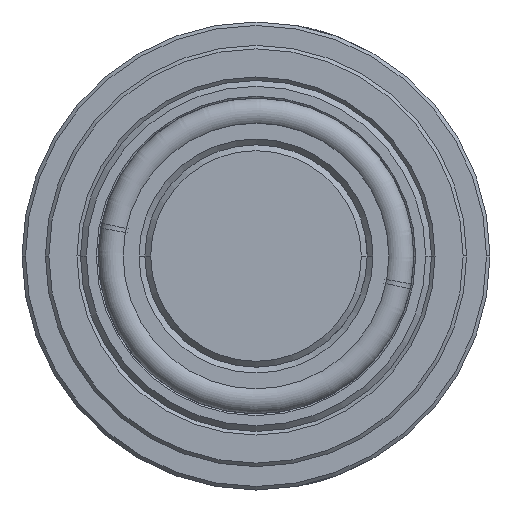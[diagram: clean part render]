
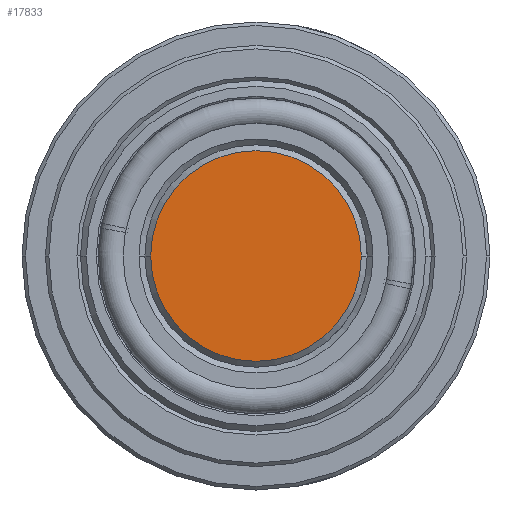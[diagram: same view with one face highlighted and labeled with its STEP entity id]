
A CAD part, front view. The second image highlights one B-rep face of the part: STEP entity #17833.
In plain terms, the highlighted planar face has unit normal (0, -1, 0).
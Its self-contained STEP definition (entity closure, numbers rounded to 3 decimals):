
#335 = CARTESIAN_POINT ( 'NONE',  ( -5.6, -53., 0. ) ) ;
#1987 = DIRECTION ( 'NONE',  ( 0., 1., 0. ) ) ;
#3141 = DIRECTION ( 'NONE',  ( 0., -1., 0. ) ) ;
#3345 = DIRECTION ( 'NONE',  ( -1., 0., 0. ) ) ;
#3915 = CIRCLE ( 'NONE', #17110, 9. ) ;
#4567 = CARTESIAN_POINT ( 'NONE',  ( 3.4, -53., 0. ) ) ;
#6021 = ORIENTED_EDGE ( 'NONE', *, *, #6794, .F. ) ;
#6794 = EDGE_CURVE ( 'NONE', #11379, #8145, #10130, .T. ) ;
#7575 = CARTESIAN_POINT ( 'NONE',  ( -5.6, -53., 0. ) ) ;
#7660 = DIRECTION ( 'NONE',  ( 0., 1., 0. ) ) ;
#8066 = CARTESIAN_POINT ( 'NONE',  ( -14.6, -53., 0. ) ) ;
#8145 = VERTEX_POINT ( 'NONE', #8066 ) ;
#9928 = EDGE_CURVE ( 'NONE', #8145, #11379, #3915, .T. ) ;
#10130 = CIRCLE ( 'NONE', #17489, 9. ) ;
#11379 = VERTEX_POINT ( 'NONE', #4567 ) ;
#12245 = PLANE ( 'NONE',  #17917 ) ;
#13475 = DIRECTION ( 'NONE',  ( -1., 0., 0. ) ) ;
#13605 = CARTESIAN_POINT ( 'NONE',  ( -5.6, -53., 0. ) ) ;
#14065 = ORIENTED_EDGE ( 'NONE', *, *, #9928, .F. ) ;
#14930 = DIRECTION ( 'NONE',  ( 1., 0., 0. ) ) ;
#15547 = EDGE_LOOP ( 'NONE', ( #14065, #6021 ) ) ;
#16669 = FACE_OUTER_BOUND ( 'NONE', #15547, .T. ) ;
#17110 = AXIS2_PLACEMENT_3D ( 'NONE', #335, #7660, #13475 ) ;
#17489 = AXIS2_PLACEMENT_3D ( 'NONE', #13605, #1987, #3345 ) ;
#17833 = ADVANCED_FACE ( 'NONE', ( #16669 ), #12245, .T. ) ;
#17917 = AXIS2_PLACEMENT_3D ( 'NONE', #7575, #3141, #14930 ) ;
